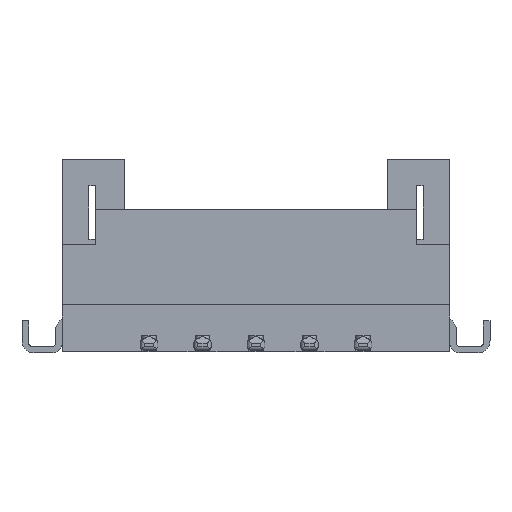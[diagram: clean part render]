
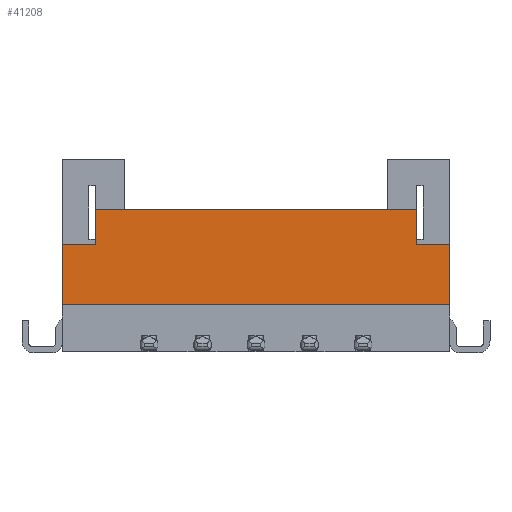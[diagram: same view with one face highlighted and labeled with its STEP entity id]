
A CAD part, front view. The second image highlights one B-rep face of the part: STEP entity #41208.
In plain terms, the highlighted planar face has unit normal (0, -1, 0).
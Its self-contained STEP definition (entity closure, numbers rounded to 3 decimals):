
#34537 = PLANE('',#34538);
#34538 = AXIS2_PLACEMENT_3D('',#34539,#34540,#34541);
#34539 = CARTESIAN_POINT('',(6.,3.72,4.2));
#34540 = DIRECTION('',(-1.,-0.,0.));
#34541 = DIRECTION('',(0.,0.,1.));
#35239 = VERTEX_POINT('',#35240);
#35240 = CARTESIAN_POINT('',(6.,-3.1,5.3));
#35254 = PLANE('',#35255);
#35255 = AXIS2_PLACEMENT_3D('',#35256,#35257,#35258);
#35256 = CARTESIAN_POINT('',(11.6,-2.1,5.3));
#35257 = DIRECTION('',(0.,0.,1.));
#35258 = DIRECTION('',(-1.,0.,0.));
#35266 = EDGE_CURVE('',#35239,#35267,#35269,.T.);
#35267 = VERTEX_POINT('',#35268);
#35268 = CARTESIAN_POINT('',(6.,-3.1,4.));
#35269 = SURFACE_CURVE('',#35270,(#35274,#35281),.PCURVE_S1.);
#35270 = LINE('',#35271,#35272);
#35271 = CARTESIAN_POINT('',(6.,-3.1,5.3));
#35272 = VECTOR('',#35273,1.);
#35273 = DIRECTION('',(0.,0.,-1.));
#35274 = PCURVE('',#34537,#35275);
#35275 = DEFINITIONAL_REPRESENTATION('',(#35276),#35280);
#35276 = LINE('',#35277,#35278);
#35277 = CARTESIAN_POINT('',(1.1,-6.82));
#35278 = VECTOR('',#35279,1.);
#35279 = DIRECTION('',(-1.,-0.));
#35280 = ( GEOMETRIC_REPRESENTATION_CONTEXT(2) 
PARAMETRIC_REPRESENTATION_CONTEXT() REPRESENTATION_CONTEXT('2D SPACE',''
  ) );
#35281 = PCURVE('',#35282,#35287);
#35282 = PLANE('',#35283);
#35283 = AXIS2_PLACEMENT_3D('',#35284,#35285,#35286);
#35284 = CARTESIAN_POINT('',(-9.25,-3.1,5.3));
#35285 = DIRECTION('',(0.,-1.,0.));
#35286 = DIRECTION('',(1.,0.,0.));
#35287 = DEFINITIONAL_REPRESENTATION('',(#35288),#35292);
#35288 = LINE('',#35289,#35290);
#35289 = CARTESIAN_POINT('',(15.25,0.));
#35290 = VECTOR('',#35291,1.);
#35291 = DIRECTION('',(0.,-1.));
#35292 = ( GEOMETRIC_REPRESENTATION_CONTEXT(2) 
PARAMETRIC_REPRESENTATION_CONTEXT() REPRESENTATION_CONTEXT('2D SPACE',''
  ) );
#35308 = PLANE('',#35309);
#35309 = AXIS2_PLACEMENT_3D('',#35310,#35311,#35312);
#35310 = CARTESIAN_POINT('',(6.25,2.1,4.));
#35311 = DIRECTION('',(0.,0.,-1.));
#35312 = DIRECTION('',(-1.,-0.,0.));
#35827 = PLANE('',#35828);
#35828 = AXIS2_PLACEMENT_3D('',#35829,#35830,#35831);
#35829 = CARTESIAN_POINT('',(-7.25,-3.1,5.3));
#35830 = DIRECTION('',(1.,0.,0.));
#35831 = DIRECTION('',(0.,1.,0.));
#36374 = PLANE('',#36375);
#36375 = AXIS2_PLACEMENT_3D('',#36376,#36377,#36378);
#36376 = CARTESIAN_POINT('',(7.25,-3.1,5.3));
#36377 = DIRECTION('',(1.,0.,0.));
#36378 = DIRECTION('',(0.,1.,0.));
#36886 = PLANE('',#36887);
#36887 = AXIS2_PLACEMENT_3D('',#36888,#36889,#36890);
#36888 = CARTESIAN_POINT('',(-6.25,2.1,4.));
#36889 = DIRECTION('',(0.,0.,1.));
#36890 = DIRECTION('',(1.,0.,0.));
#36911 = VERTEX_POINT('',#36912);
#36912 = CARTESIAN_POINT('',(-7.25,-3.1,4.));
#36933 = EDGE_CURVE('',#36934,#36911,#36936,.T.);
#36934 = VERTEX_POINT('',#36935);
#36935 = CARTESIAN_POINT('',(-6.,-3.1,4.));
#36936 = SURFACE_CURVE('',#36937,(#36941,#36948),.PCURVE_S1.);
#36937 = LINE('',#36938,#36939);
#36938 = CARTESIAN_POINT('',(3.609,-3.1,4.));
#36939 = VECTOR('',#36940,1.);
#36940 = DIRECTION('',(-1.,-0.,0.));
#36941 = PCURVE('',#36886,#36942);
#36942 = DEFINITIONAL_REPRESENTATION('',(#36943),#36947);
#36943 = LINE('',#36944,#36945);
#36944 = CARTESIAN_POINT('',(9.859,-5.2));
#36945 = VECTOR('',#36946,1.);
#36946 = DIRECTION('',(-1.,-0.));
#36947 = ( GEOMETRIC_REPRESENTATION_CONTEXT(2) 
PARAMETRIC_REPRESENTATION_CONTEXT() REPRESENTATION_CONTEXT('2D SPACE',''
  ) );
#36948 = PCURVE('',#35282,#36949);
#36949 = DEFINITIONAL_REPRESENTATION('',(#36950),#36954);
#36950 = LINE('',#36951,#36952);
#36951 = CARTESIAN_POINT('',(12.859,-1.3));
#36952 = VECTOR('',#36953,1.);
#36953 = DIRECTION('',(-1.,-0.));
#36954 = ( GEOMETRIC_REPRESENTATION_CONTEXT(2) 
PARAMETRIC_REPRESENTATION_CONTEXT() REPRESENTATION_CONTEXT('2D SPACE',''
  ) );
#36970 = PLANE('',#36971);
#36971 = AXIS2_PLACEMENT_3D('',#36972,#36973,#36974);
#36972 = CARTESIAN_POINT('',(-6.,3.72,4.2));
#36973 = DIRECTION('',(-1.,-0.,0.));
#36974 = DIRECTION('',(0.,0.,1.));
#37033 = VERTEX_POINT('',#37034);
#37034 = CARTESIAN_POINT('',(-7.25,-3.1,1.75));
#37048 = PLANE('',#37049);
#37049 = AXIS2_PLACEMENT_3D('',#37050,#37051,#37052);
#37050 = CARTESIAN_POINT('',(8.103,-2.464,1.75));
#37051 = DIRECTION('',(0.,0.,1.));
#37052 = DIRECTION('',(-1.,0.,-0.));
#37060 = EDGE_CURVE('',#36911,#37033,#37061,.T.);
#37061 = SURFACE_CURVE('',#37062,(#37066,#37073),.PCURVE_S1.);
#37062 = LINE('',#37063,#37064);
#37063 = CARTESIAN_POINT('',(-7.25,-3.1,5.3));
#37064 = VECTOR('',#37065,1.);
#37065 = DIRECTION('',(0.,0.,-1.));
#37066 = PCURVE('',#35827,#37067);
#37067 = DEFINITIONAL_REPRESENTATION('',(#37068),#37072);
#37068 = LINE('',#37069,#37070);
#37069 = CARTESIAN_POINT('',(0.,0.));
#37070 = VECTOR('',#37071,1.);
#37071 = DIRECTION('',(0.,-1.));
#37072 = ( GEOMETRIC_REPRESENTATION_CONTEXT(2) 
PARAMETRIC_REPRESENTATION_CONTEXT() REPRESENTATION_CONTEXT('2D SPACE',''
  ) );
#37073 = PCURVE('',#35282,#37074);
#37074 = DEFINITIONAL_REPRESENTATION('',(#37075),#37079);
#37075 = LINE('',#37076,#37077);
#37076 = CARTESIAN_POINT('',(2.,0.));
#37077 = VECTOR('',#37078,1.);
#37078 = DIRECTION('',(0.,-1.));
#37079 = ( GEOMETRIC_REPRESENTATION_CONTEXT(2) 
PARAMETRIC_REPRESENTATION_CONTEXT() REPRESENTATION_CONTEXT('2D SPACE',''
  ) );
#39157 = EDGE_CURVE('',#39158,#36934,#39160,.T.);
#39158 = VERTEX_POINT('',#39159);
#39159 = CARTESIAN_POINT('',(-6.,-3.1,5.3));
#39160 = SURFACE_CURVE('',#39161,(#39165,#39172),.PCURVE_S1.);
#39161 = LINE('',#39162,#39163);
#39162 = CARTESIAN_POINT('',(-6.,-3.1,5.3));
#39163 = VECTOR('',#39164,1.);
#39164 = DIRECTION('',(0.,0.,-1.));
#39165 = PCURVE('',#36970,#39166);
#39166 = DEFINITIONAL_REPRESENTATION('',(#39167),#39171);
#39167 = LINE('',#39168,#39169);
#39168 = CARTESIAN_POINT('',(1.1,-6.82));
#39169 = VECTOR('',#39170,1.);
#39170 = DIRECTION('',(-1.,0.));
#39171 = ( GEOMETRIC_REPRESENTATION_CONTEXT(2) 
PARAMETRIC_REPRESENTATION_CONTEXT() REPRESENTATION_CONTEXT('2D SPACE',''
  ) );
#39172 = PCURVE('',#35282,#39173);
#39173 = DEFINITIONAL_REPRESENTATION('',(#39174),#39178);
#39174 = LINE('',#39175,#39176);
#39175 = CARTESIAN_POINT('',(3.25,0.));
#39176 = VECTOR('',#39177,1.);
#39177 = DIRECTION('',(0.,-1.));
#39178 = ( GEOMETRIC_REPRESENTATION_CONTEXT(2) 
PARAMETRIC_REPRESENTATION_CONTEXT() REPRESENTATION_CONTEXT('2D SPACE',''
  ) );
#41208 = ADVANCED_FACE('',(#41209),#35282,.T.);
#41209 = FACE_BOUND('',#41210,.T.);
#41210 = EDGE_LOOP('',(#41211,#41232,#41233,#41234,#41235,#41258,#41281,
    #41302));
#41211 = ORIENTED_EDGE('',*,*,#41212,.F.);
#41212 = EDGE_CURVE('',#39158,#35239,#41213,.T.);
#41213 = SURFACE_CURVE('',#41214,(#41218,#41225),.PCURVE_S1.);
#41214 = LINE('',#41215,#41216);
#41215 = CARTESIAN_POINT('',(-15.25,-3.1,5.3));
#41216 = VECTOR('',#41217,1.);
#41217 = DIRECTION('',(1.,0.,0.));
#41218 = PCURVE('',#35282,#41219);
#41219 = DEFINITIONAL_REPRESENTATION('',(#41220),#41224);
#41220 = LINE('',#41221,#41222);
#41221 = CARTESIAN_POINT('',(-6.,0.));
#41222 = VECTOR('',#41223,1.);
#41223 = DIRECTION('',(1.,0.));
#41224 = ( GEOMETRIC_REPRESENTATION_CONTEXT(2) 
PARAMETRIC_REPRESENTATION_CONTEXT() REPRESENTATION_CONTEXT('2D SPACE',''
  ) );
#41225 = PCURVE('',#35254,#41226);
#41226 = DEFINITIONAL_REPRESENTATION('',(#41227),#41231);
#41227 = LINE('',#41228,#41229);
#41228 = CARTESIAN_POINT('',(26.85,1.));
#41229 = VECTOR('',#41230,1.);
#41230 = DIRECTION('',(-1.,0.));
#41231 = ( GEOMETRIC_REPRESENTATION_CONTEXT(2) 
PARAMETRIC_REPRESENTATION_CONTEXT() REPRESENTATION_CONTEXT('2D SPACE',''
  ) );
#41232 = ORIENTED_EDGE('',*,*,#39157,.T.);
#41233 = ORIENTED_EDGE('',*,*,#36933,.T.);
#41234 = ORIENTED_EDGE('',*,*,#37060,.T.);
#41235 = ORIENTED_EDGE('',*,*,#41236,.T.);
#41236 = EDGE_CURVE('',#37033,#41237,#41239,.T.);
#41237 = VERTEX_POINT('',#41238);
#41238 = CARTESIAN_POINT('',(7.25,-3.1,1.75));
#41239 = SURFACE_CURVE('',#41240,(#41244,#41251),.PCURVE_S1.);
#41240 = LINE('',#41241,#41242);
#41241 = CARTESIAN_POINT('',(7.609,-3.1,1.75));
#41242 = VECTOR('',#41243,1.);
#41243 = DIRECTION('',(1.,0.,0.));
#41244 = PCURVE('',#35282,#41245);
#41245 = DEFINITIONAL_REPRESENTATION('',(#41246),#41250);
#41246 = LINE('',#41247,#41248);
#41247 = CARTESIAN_POINT('',(16.859,-3.55));
#41248 = VECTOR('',#41249,1.);
#41249 = DIRECTION('',(1.,0.));
#41250 = ( GEOMETRIC_REPRESENTATION_CONTEXT(2) 
PARAMETRIC_REPRESENTATION_CONTEXT() REPRESENTATION_CONTEXT('2D SPACE',''
  ) );
#41251 = PCURVE('',#37048,#41252);
#41252 = DEFINITIONAL_REPRESENTATION('',(#41253),#41257);
#41253 = LINE('',#41254,#41255);
#41254 = CARTESIAN_POINT('',(0.494,0.636));
#41255 = VECTOR('',#41256,1.);
#41256 = DIRECTION('',(-1.,0.));
#41257 = ( GEOMETRIC_REPRESENTATION_CONTEXT(2) 
PARAMETRIC_REPRESENTATION_CONTEXT() REPRESENTATION_CONTEXT('2D SPACE',''
  ) );
#41258 = ORIENTED_EDGE('',*,*,#41259,.F.);
#41259 = EDGE_CURVE('',#41260,#41237,#41262,.T.);
#41260 = VERTEX_POINT('',#41261);
#41261 = CARTESIAN_POINT('',(7.25,-3.1,4.));
#41262 = SURFACE_CURVE('',#41263,(#41267,#41274),.PCURVE_S1.);
#41263 = LINE('',#41264,#41265);
#41264 = CARTESIAN_POINT('',(7.25,-3.1,5.3));
#41265 = VECTOR('',#41266,1.);
#41266 = DIRECTION('',(0.,0.,-1.));
#41267 = PCURVE('',#35282,#41268);
#41268 = DEFINITIONAL_REPRESENTATION('',(#41269),#41273);
#41269 = LINE('',#41270,#41271);
#41270 = CARTESIAN_POINT('',(16.5,0.));
#41271 = VECTOR('',#41272,1.);
#41272 = DIRECTION('',(0.,-1.));
#41273 = ( GEOMETRIC_REPRESENTATION_CONTEXT(2) 
PARAMETRIC_REPRESENTATION_CONTEXT() REPRESENTATION_CONTEXT('2D SPACE',''
  ) );
#41274 = PCURVE('',#36374,#41275);
#41275 = DEFINITIONAL_REPRESENTATION('',(#41276),#41280);
#41276 = LINE('',#41277,#41278);
#41277 = CARTESIAN_POINT('',(0.,0.));
#41278 = VECTOR('',#41279,1.);
#41279 = DIRECTION('',(0.,-1.));
#41280 = ( GEOMETRIC_REPRESENTATION_CONTEXT(2) 
PARAMETRIC_REPRESENTATION_CONTEXT() REPRESENTATION_CONTEXT('2D SPACE',''
  ) );
#41281 = ORIENTED_EDGE('',*,*,#41282,.F.);
#41282 = EDGE_CURVE('',#35267,#41260,#41283,.T.);
#41283 = SURFACE_CURVE('',#41284,(#41288,#41295),.PCURVE_S1.);
#41284 = LINE('',#41285,#41286);
#41285 = CARTESIAN_POINT('',(-3.609,-3.1,4.));
#41286 = VECTOR('',#41287,1.);
#41287 = DIRECTION('',(1.,0.,0.));
#41288 = PCURVE('',#35282,#41289);
#41289 = DEFINITIONAL_REPRESENTATION('',(#41290),#41294);
#41290 = LINE('',#41291,#41292);
#41291 = CARTESIAN_POINT('',(5.641,-1.3));
#41292 = VECTOR('',#41293,1.);
#41293 = DIRECTION('',(1.,0.));
#41294 = ( GEOMETRIC_REPRESENTATION_CONTEXT(2) 
PARAMETRIC_REPRESENTATION_CONTEXT() REPRESENTATION_CONTEXT('2D SPACE',''
  ) );
#41295 = PCURVE('',#35308,#41296);
#41296 = DEFINITIONAL_REPRESENTATION('',(#41297),#41301);
#41297 = LINE('',#41298,#41299);
#41298 = CARTESIAN_POINT('',(9.859,-5.2));
#41299 = VECTOR('',#41300,1.);
#41300 = DIRECTION('',(-1.,0.));
#41301 = ( GEOMETRIC_REPRESENTATION_CONTEXT(2) 
PARAMETRIC_REPRESENTATION_CONTEXT() REPRESENTATION_CONTEXT('2D SPACE',''
  ) );
#41302 = ORIENTED_EDGE('',*,*,#35266,.F.);
